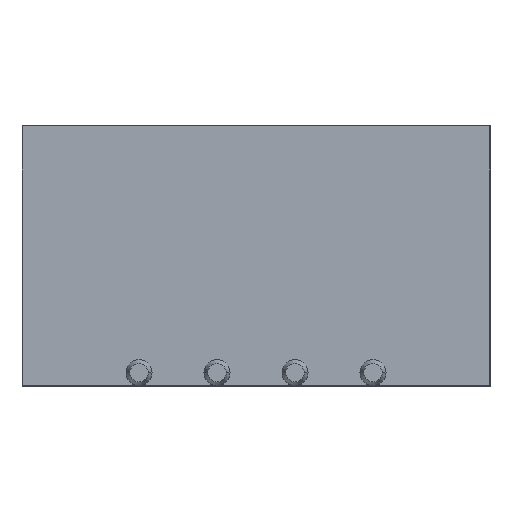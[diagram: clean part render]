
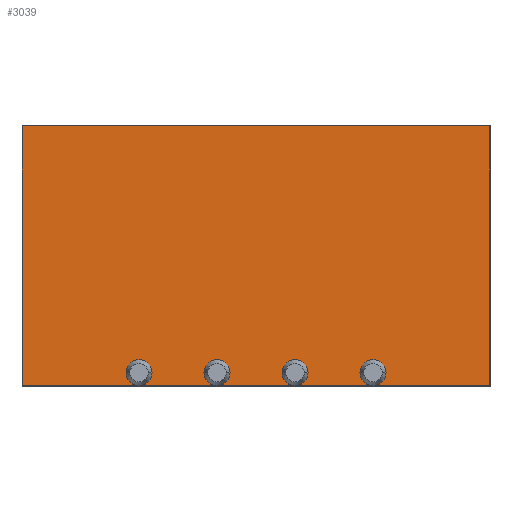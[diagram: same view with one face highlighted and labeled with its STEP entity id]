
A CAD part, top view. The second image highlights one B-rep face of the part: STEP entity #3039.
In plain terms, the highlighted face is planar.
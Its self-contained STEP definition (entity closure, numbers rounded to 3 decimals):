
#58 = CARTESIAN_POINT ( 'NONE',  ( 0., 5., -3.7 ) ) ;
#197 = FACE_OUTER_BOUND ( 'NONE', #205, .T. ) ;
#205 = EDGE_LOOP ( 'NONE', ( #2769, #2384, #2707, #819 ) ) ;
#583 = VECTOR ( 'NONE', #4001, 1000. ) ;
#674 = DIRECTION ( 'NONE',  ( 0., -1., 0. ) ) ;
#784 = CARTESIAN_POINT ( 'NONE',  ( -1.5, 0., -3.7 ) ) ;
#819 = ORIENTED_EDGE ( 'NONE', *, *, #2314, .F. ) ;
#907 = VECTOR ( 'NONE', #3287, 1000. ) ;
#1012 = LINE ( 'NONE', #2347, #1461 ) ;
#1277 = CARTESIAN_POINT ( 'NONE',  ( -1.5, 5., -3.7 ) ) ;
#1442 = PLANE ( 'NONE',  #3794 ) ;
#1461 = VECTOR ( 'NONE', #674, 1000. ) ;
#1462 = CARTESIAN_POINT ( 'NONE',  ( -10.5, 2.5, -3.7 ) ) ;
#1490 = CARTESIAN_POINT ( 'NONE',  ( 0., 0., -3.7 ) ) ;
#1603 = VERTEX_POINT ( 'NONE', #3962 ) ;
#1962 = EDGE_CURVE ( 'NONE', #2268, #1603, #3646, .T. ) ;
#1971 = EDGE_CURVE ( 'NONE', #2780, #2785, #3006, .T. ) ;
#2090 = VECTOR ( 'NONE', #3748, 1000. ) ;
#2120 = EDGE_CURVE ( 'NONE', #2785, #2268, #1012, .T. ) ;
#2268 = VERTEX_POINT ( 'NONE', #784 ) ;
#2314 = EDGE_CURVE ( 'NONE', #2780, #1603, #3103, .T. ) ;
#2347 = CARTESIAN_POINT ( 'NONE',  ( -1.5, 2.5, -3.7 ) ) ;
#2384 = ORIENTED_EDGE ( 'NONE', *, *, #2120, .T. ) ;
#2707 = ORIENTED_EDGE ( 'NONE', *, *, #1962, .T. ) ;
#2769 = ORIENTED_EDGE ( 'NONE', *, *, #1971, .T. ) ;
#2780 = VERTEX_POINT ( 'NONE', #2988 ) ;
#2785 = VERTEX_POINT ( 'NONE', #1277 ) ;
#2988 = CARTESIAN_POINT ( 'NONE',  ( -10.5, 5., -3.7 ) ) ;
#3006 = LINE ( 'NONE', #58, #583 ) ;
#3039 = ADVANCED_FACE ( 'NONE', ( #197 ), #1442, .T. ) ;
#3103 = LINE ( 'NONE', #1462, #2090 ) ;
#3287 = DIRECTION ( 'NONE',  ( -1., 0., 0. ) ) ;
#3483 = DIRECTION ( 'NONE',  ( 1., 0., 0. ) ) ;
#3646 = LINE ( 'NONE', #4223, #907 ) ;
#3748 = DIRECTION ( 'NONE',  ( 0., -1., 0. ) ) ;
#3794 = AXIS2_PLACEMENT_3D ( 'NONE', #1490, #3807, #3483 ) ;
#3807 = DIRECTION ( 'NONE',  ( 0., 0., -1. ) ) ;
#3962 = CARTESIAN_POINT ( 'NONE',  ( -10.5, 0., -3.7 ) ) ;
#4001 = DIRECTION ( 'NONE',  ( 1., 0., 0. ) ) ;
#4223 = CARTESIAN_POINT ( 'NONE',  ( 0., 0., -3.7 ) ) ;
